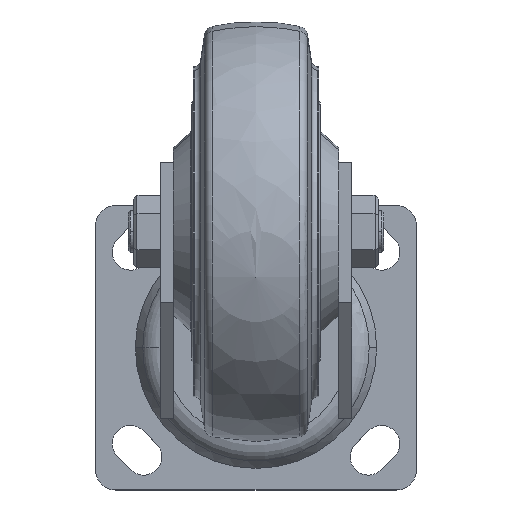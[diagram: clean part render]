
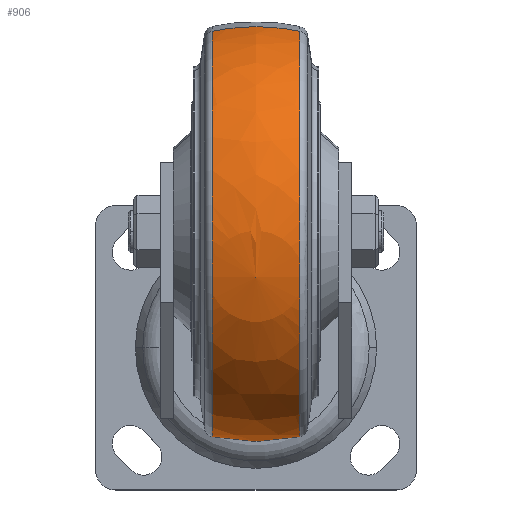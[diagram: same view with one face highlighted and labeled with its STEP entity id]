
A CAD part, top view. The second image highlights one B-rep face of the part: STEP entity #906.
In plain terms, the highlighted spherical face has radius 63.5 mm.
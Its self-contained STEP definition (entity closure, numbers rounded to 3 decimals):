
#12 = ORIENTED_EDGE ( 'NONE', *, *, #2047, .F. ) ;
#251 = VERTEX_POINT ( 'NONE', #3986 ) ;
#281 = VERTEX_POINT ( 'NONE', #440 ) ;
#440 = CARTESIAN_POINT ( 'NONE',  ( 13.234, -62.106, 0. ) ) ;
#547 = DIRECTION ( 'NONE',  ( 0., 1., 0. ) ) ;
#567 = VERTEX_POINT ( 'NONE', #3432 ) ;
#665 = FACE_OUTER_BOUND ( 'NONE', #2594, .T. ) ;
#905 = DIRECTION ( 'NONE',  ( 0., 1., 0. ) ) ;
#906 = ADVANCED_FACE ( 'NONE', ( #665 ), #1414, .T. ) ;
#923 = DIRECTION ( 'NONE',  ( 0., -1., 0. ) ) ;
#1041 = AXIS2_PLACEMENT_3D ( 'NONE', #2225, #2880, #923 ) ;
#1062 = AXIS2_PLACEMENT_3D ( 'NONE', #3779, #1818, #905 ) ;
#1064 = CIRCLE ( 'NONE', #3808, 63.5 ) ;
#1127 = AXIS2_PLACEMENT_3D ( 'NONE', #3134, #1152, #1146 ) ;
#1146 = DIRECTION ( 'NONE',  ( 1., 0., 0. ) ) ;
#1152 = DIRECTION ( 'NONE',  ( 0., 0., 1. ) ) ;
#1414 = SPHERICAL_SURFACE ( 'NONE', #1062, 63.5 ) ;
#1769 = CARTESIAN_POINT ( 'NONE',  ( -13.234, 0., 0. ) ) ;
#1818 = DIRECTION ( 'NONE',  ( 0., 0., -1. ) ) ;
#1967 = ORIENTED_EDGE ( 'NONE', *, *, #3077, .F. ) ;
#2047 = EDGE_CURVE ( 'NONE', #281, #4204, #1064, .T. ) ;
#2074 = EDGE_CURVE ( 'NONE', #567, #251, #2646, .T. ) ;
#2128 = DIRECTION ( 'NONE',  ( -1., 0., 0. ) ) ;
#2201 = AXIS2_PLACEMENT_3D ( 'NONE', #1769, #2128, #2758 ) ;
#2225 = CARTESIAN_POINT ( 'NONE',  ( 13.234, 0., 0. ) ) ;
#2226 = CARTESIAN_POINT ( 'NONE',  ( -13.234, -62.106, 0. ) ) ;
#2229 = EDGE_CURVE ( 'NONE', #281, #567, #3950, .T. ) ;
#2594 = EDGE_LOOP ( 'NONE', ( #12, #4159, #3443, #1967 ) ) ;
#2646 = CIRCLE ( 'NONE', #1127, 63.5 ) ;
#2758 = DIRECTION ( 'NONE',  ( 0., -1., 0. ) ) ;
#2773 = CARTESIAN_POINT ( 'NONE',  ( 0., 0., 0. ) ) ;
#2880 = DIRECTION ( 'NONE',  ( -1., 0., 0. ) ) ;
#3037 = CIRCLE ( 'NONE', #2201, 62.106 ) ;
#3077 = EDGE_CURVE ( 'NONE', #4204, #251, #3037, .T. ) ;
#3134 = CARTESIAN_POINT ( 'NONE',  ( 0., 0., 0. ) ) ;
#3432 = CARTESIAN_POINT ( 'NONE',  ( 13.234, 62.106, 0. ) ) ;
#3443 = ORIENTED_EDGE ( 'NONE', *, *, #2074, .T. ) ;
#3759 = DIRECTION ( 'NONE',  ( 0., 0., -1. ) ) ;
#3779 = CARTESIAN_POINT ( 'NONE',  ( 0., 0., 0. ) ) ;
#3808 = AXIS2_PLACEMENT_3D ( 'NONE', #2773, #3759, #547 ) ;
#3950 = CIRCLE ( 'NONE', #1041, 62.106 ) ;
#3986 = CARTESIAN_POINT ( 'NONE',  ( -13.234, 62.106, 0. ) ) ;
#4159 = ORIENTED_EDGE ( 'NONE', *, *, #2229, .T. ) ;
#4204 = VERTEX_POINT ( 'NONE', #2226 ) ;
